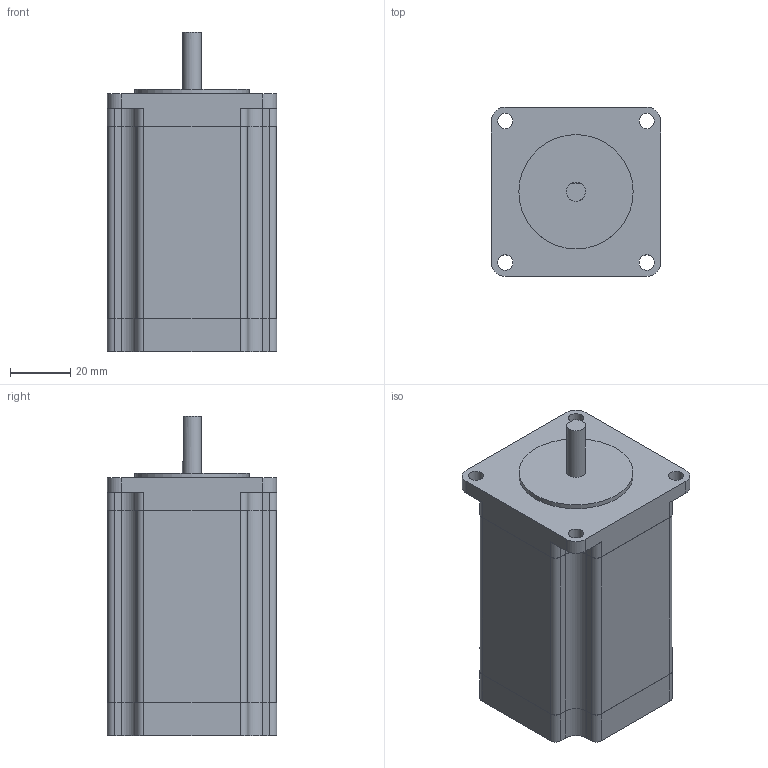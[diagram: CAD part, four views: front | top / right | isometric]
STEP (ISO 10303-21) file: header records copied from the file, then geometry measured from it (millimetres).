
FILE_DESCRIPTION(/* description */ (''),/* implementation_level */ '2;1');
FILE_NAME(/* name */ 'Nema 23 High Torque Stepper Motor.step',/* time_stamp */ '2019-09-18T12:51:04-05:00',/* author */ (''),/* organization */ (''),/* preprocessor_version */ 'ST-DEVELOPER v18',/* originating_system */ 'Autodesk Translation Framework v8.6.0.1094',/* authorisation */ '');
FILE_SCHEMA (('AUTOMOTIVE_DESIGN { 1 0 10303 214 3 1 1 }'));
Length unit declared in the file: millimetre
Products named in the file (1): Nema 23 High Torque Stepper Motor
Bounding box: 56.4 x 56.4 x 106.6 mm (x, y, z)
Volume: 244910 mm3; surface area: 25008.5 mm2
Topology: 1 solids, 1 shells, 94 faces, 269 edges, 181 vertices
Faces by surface type: plane 48, cylinder 46
Full cylindrical faces by diameter (mm): 5.1 x4, 6.35 x1, 38.1 x1
Entity records: 3181 total; most frequent: DIRECTION 558, CARTESIAN_POINT 545, ORIENTED_EDGE 538, EDGE_CURVE 269, AXIS2_PLACEMENT_3D 194, VERTEX_POINT 181, LINE 170, VECTOR 170
